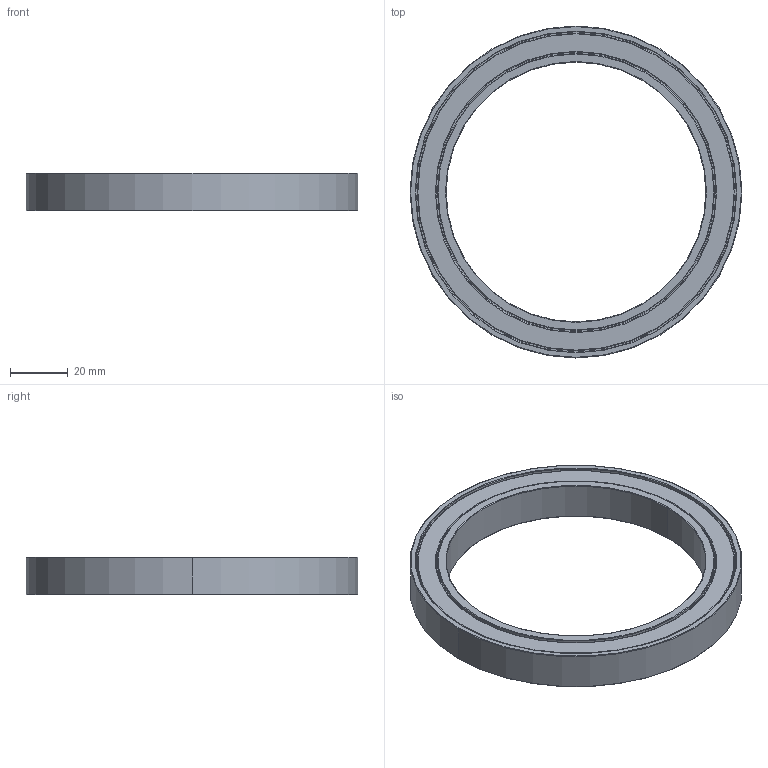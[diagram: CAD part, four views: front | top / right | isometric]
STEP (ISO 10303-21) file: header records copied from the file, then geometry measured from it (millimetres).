
FILE_DESCRIPTION (( 'STEP AP203' ), '1' );
FILE_NAME ('Rodamiento61818-2RS1_Default_sldprt.STEP', '2023-10-22T20:01:26', ( '' ), ( '' ), 'SwSTEP 2.0', 'SolidWorks 2022', '' );
FILE_SCHEMA (( 'CONFIG_CONTROL_DESIGN' ));
Length unit declared in the file: millimetre
Products named in the file (1): Rodamiento61818-2RS1_Default_sldprt
Bounding box: 115 x 115 x 13 mm (x, y, z)
Volume: 49530 mm3; surface area: 18039.7 mm2
Topology: 1 solids, 1 shells, 54 faces, 108 edges, 64 vertices
Faces by surface type: torus 24, cylinder 20, plane 10
Entity records: 1509 total; most frequent: DIRECTION 306, CARTESIAN_POINT 227, ORIENTED_EDGE 216, AXIS2_PLACEMENT_3D 143, EDGE_CURVE 108, CIRCLE 88, VERTEX_POINT 64, EDGE_LOOP 64
